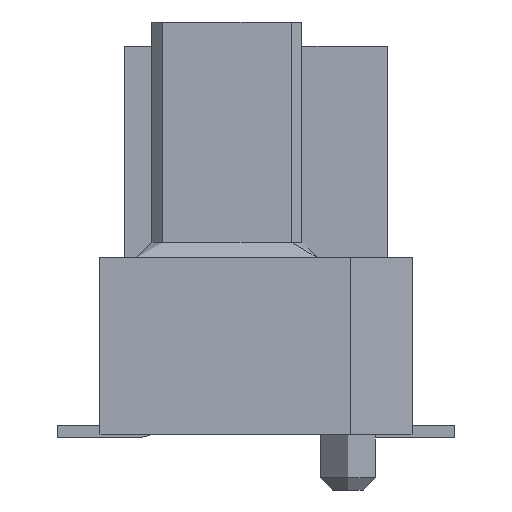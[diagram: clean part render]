
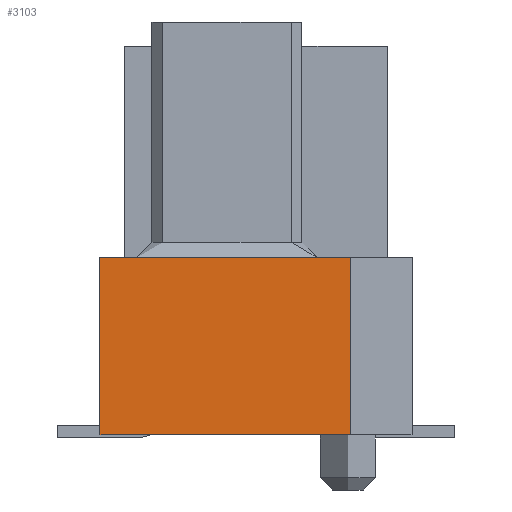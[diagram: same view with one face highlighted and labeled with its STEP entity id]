
A CAD part, left-side view. The second image highlights one B-rep face of the part: STEP entity #3103.
In plain terms, the highlighted planar face has unit normal (-1, 0, 0).
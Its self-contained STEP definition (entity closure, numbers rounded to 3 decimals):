
#187=FACE_OUTER_BOUND($,#380,.T.);
#380=EDGE_LOOP($,(#2292,#2293,#2294,#2295));
#656=LINE($,#4840,#1043);
#657=LINE($,#4842,#1044);
#658=LINE($,#4844,#1045);
#659=LINE($,#4845,#1046);
#1043=VECTOR($,#3760,4.1);
#1044=VECTOR($,#3761,2.9);
#1045=VECTOR($,#3762,4.1);
#1046=VECTOR($,#3763,2.9);
#1397=VERTEX_POINT($,#4838);
#1398=VERTEX_POINT($,#4839);
#1399=VERTEX_POINT($,#4841);
#1400=VERTEX_POINT($,#4843);
#1737=EDGE_CURVE($,#1397,#1398,#656,.T.);
#1738=EDGE_CURVE($,#1397,#1399,#657,.T.);
#1739=EDGE_CURVE($,#1399,#1400,#658,.T.);
#1740=EDGE_CURVE($,#1398,#1400,#659,.T.);
#2292=ORIENTED_EDGE($,*,*,#1737,.F.);
#2293=ORIENTED_EDGE($,*,*,#1738,.T.);
#2294=ORIENTED_EDGE($,*,*,#1739,.T.);
#2295=ORIENTED_EDGE($,*,*,#1740,.F.);
#2932=PLANE($,#3323);
#3103=ADVANCED_FACE($,(#187),#2932,.T.);
#3323=AXIS2_PLACEMENT_3D($,#4837,#3758,#3759);
#3758=DIRECTION('center_axis',(-1.,0.,0.));
#3759=DIRECTION('ref_axis',(0.,-1.,0.));
#3760=DIRECTION($,(0.,1.,0.));
#3761=DIRECTION($,(0.,0.,1.));
#3762=DIRECTION($,(0.,1.,0.));
#3763=DIRECTION($,(0.,0.,1.));
#4837=CARTESIAN_POINT('Origin',(-12.3,2.55,0.05));
#4838=CARTESIAN_POINT('',(-12.3,-1.55,0.05));
#4839=CARTESIAN_POINT('',(-12.3,2.55,0.05));
#4840=CARTESIAN_POINT($,(-12.3,0.,0.05));
#4841=CARTESIAN_POINT('',(-12.3,-1.55,2.95));
#4842=CARTESIAN_POINT($,(-12.3,-1.55,0.05));
#4843=CARTESIAN_POINT('',(-12.3,2.55,2.95));
#4844=CARTESIAN_POINT($,(-12.3,0.,2.95));
#4845=CARTESIAN_POINT($,(-12.3,2.55,2.35));
